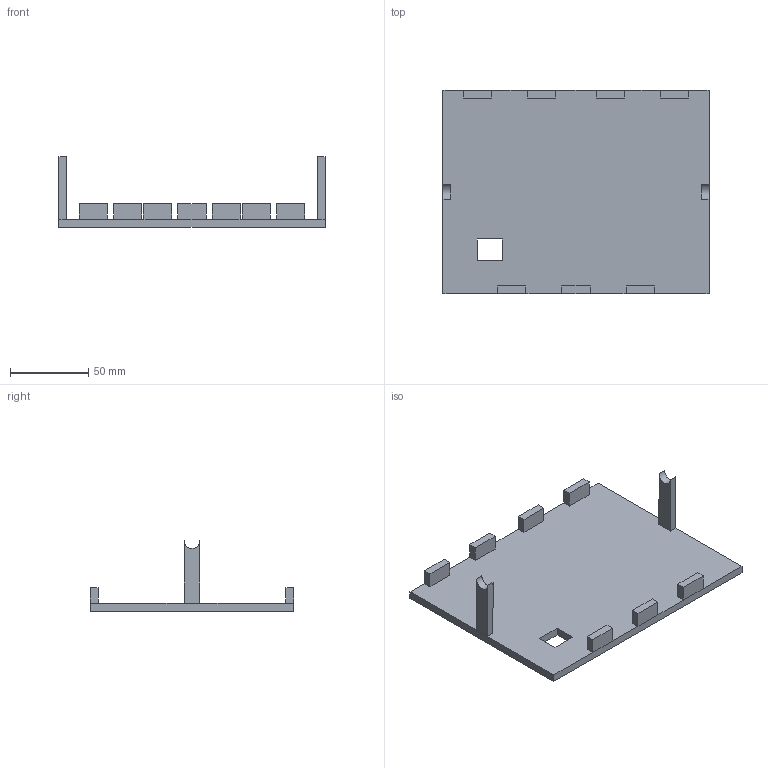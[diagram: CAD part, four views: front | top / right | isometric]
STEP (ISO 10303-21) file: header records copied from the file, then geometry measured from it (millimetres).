
FILE_DESCRIPTION(/* description */ (''),/* implementation_level */ '2;1');
FILE_NAME(/* name */ '스마트~1',/* time_stamp */ '2021-02-04T02:40:31+09:00',/* author */ (''),/* organization */ (''),/* preprocessor_version */ 'ST-DEVELOPER v16.5',/* originating_system */ '',/* authorisation */ '');
FILE_SCHEMA (('AUTOMOTIVE_DESIGN'));
Length unit declared in the file: millimetre
Products named in the file (1): Document
Bounding box: 170 x 130 x 45.24 mm (x, y, z)
Volume: 124542 mm3; surface area: 52731.8 mm2
Topology: 1 solids, 1 shells, 55 faces, 141 edges, 88 vertices
Faces by surface type: plane 53, bspline 2
Entity records: 1474 total; most frequent: CARTESIAN_POINT 473, ORIENTED_EDGE 282, EDGE_CURVE 141, B_SPLINE_CURVE_WITH_KNOTS 137, VERTEX_POINT 88, EDGE_LOOP 57, DIRECTION 57, ADVANCED_FACE 55
